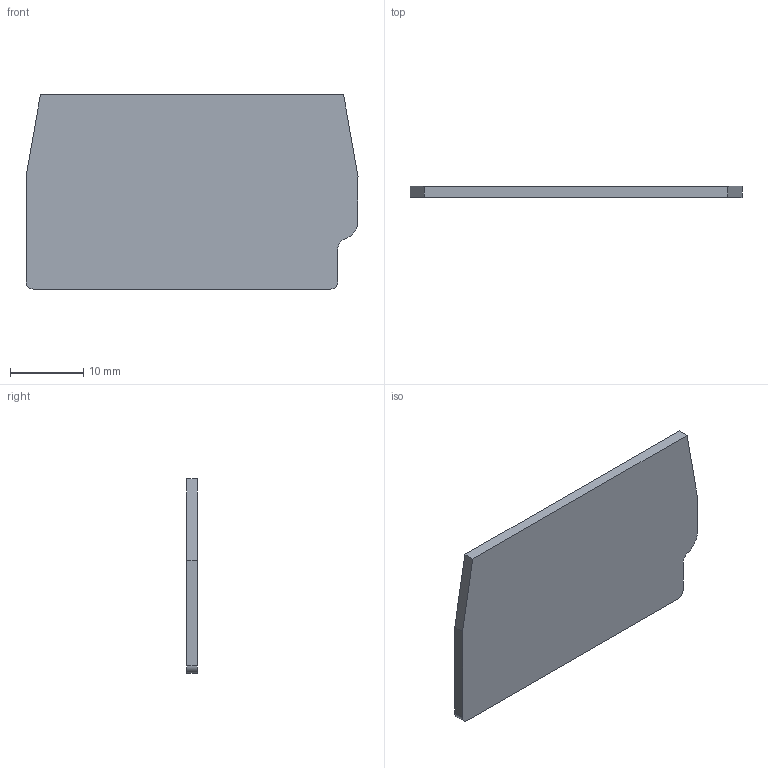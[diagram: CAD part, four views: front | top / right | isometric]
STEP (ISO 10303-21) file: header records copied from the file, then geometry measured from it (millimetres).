
FILE_DESCRIPTION (( 'STEP AP203' ), '1' );
FILE_NAME ('YCT20-00-K03-001-ZGL Çàãëóøêà äëÿ CP 1,5ìì2 ñåðàÿ IEK.STEP', '2024-10-24T05:42:30', ( '' ), ( '' ), 'SwSTEP 2.0', 'SolidWorks 2022', '' );
FILE_SCHEMA (( 'CONFIG_CONTROL_DESIGN' ));
Length unit declared in the file: millimetre
Products named in the file (1): YCT20-00-K03-001-ZGL Заглушка для CP 1,5мм2 серая IEK
Bounding box: 45.3 x 1.5 x 26.5 mm (x, y, z)
Volume: 1737.8 mm3; surface area: 2523.5 mm2
Topology: 1 solids, 1 shells, 15 faces, 39 edges, 26 vertices
Faces by surface type: plane 10, cylinder 5
Entity records: 540 total; most frequent: CARTESIAN_POINT 81, DIRECTION 81, ORIENTED_EDGE 78, EDGE_CURVE 39, VECTOR 29, LINE 29, VERTEX_POINT 26, AXIS2_PLACEMENT_3D 26
